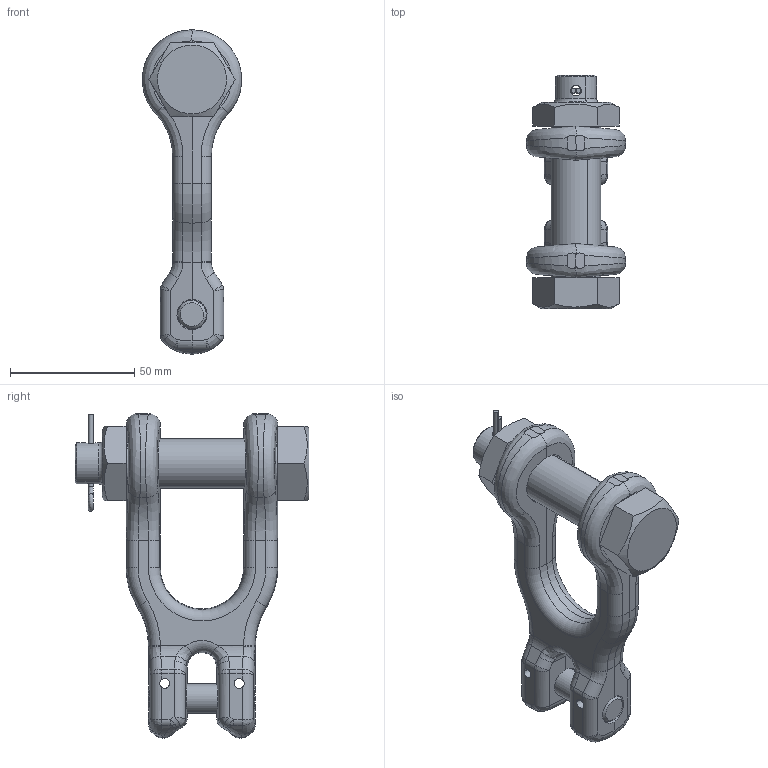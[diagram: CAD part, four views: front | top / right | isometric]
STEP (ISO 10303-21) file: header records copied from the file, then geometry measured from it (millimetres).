
FILE_DESCRIPTION(('CATIA V5 STEP Exchange'),'2;1');
FILE_NAME('YK8066-10A.stp','2014-02-14T05:18:22+00:00',('none'),('none'),'CATIA Version 5 Release 21 GA (IN-10)','CATIA V5 STEP AP203','none');
FILE_SCHEMA(('CONFIG_CONTROL_DESIGN'));
Length unit declared in the file: millimetre
Products named in the file (1): YK8066-10A
Assembly tree (4 placements, depth 2):
  YK8066-10A
    #58
    #12248
    #13353
    #13872
Bounding box: 39.91 x 94 x 130.49 mm (x, y, z)
Volume: 108438.4 mm3; surface area: 30968.5 mm2
Topology: 4 solids, 4 shells, 303 faces, 742 edges, 410 vertices
Faces by surface type: bspline 84, cylinder 82, plane 55, cone 36, torus 26, sphere 8, revolution 8, extrusion 4
Entity records: 14377 total; most frequent: CARTESIAN_POINT 8511, ORIENTED_EDGE 1436, DIRECTION 725, EDGE_CURVE 718, VERTEX_POINT 410, B_SPLINE_CURVE_WITH_KNOTS 341, AXIS2_PLACEMENT_3D 325, EDGE_LOOP 308
